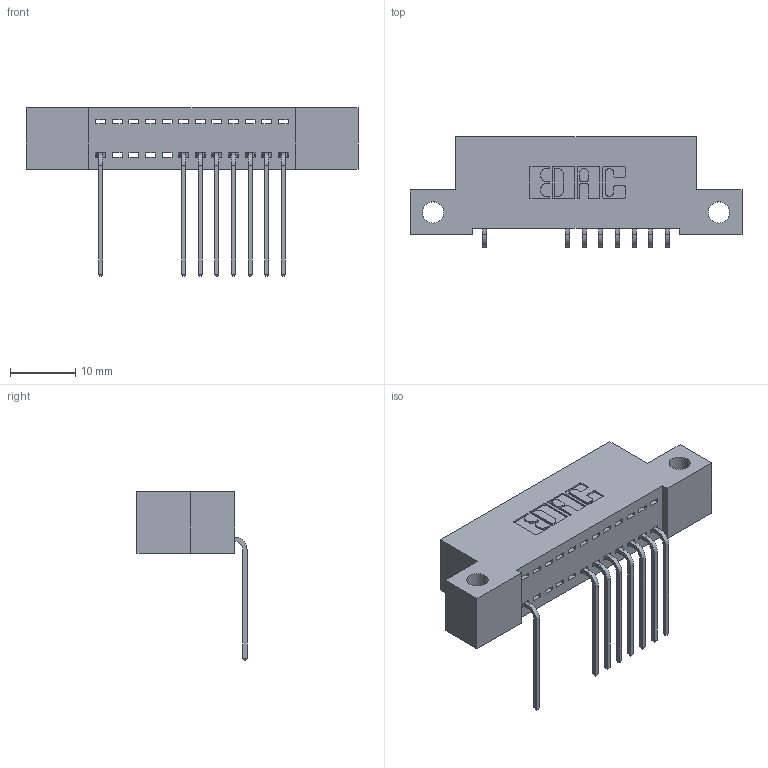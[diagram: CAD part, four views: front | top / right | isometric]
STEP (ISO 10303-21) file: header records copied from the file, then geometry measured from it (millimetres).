
FILE_DESCRIPTION (( 'STEP AP203' ), '1' );
FILE_NAME ('392-012-559-112.STEP', '2018-08-14T22:41:59', ( '' ), ( '' ), 'SwSTEP 2.0', 'SolidWorks 2016', '' );
FILE_SCHEMA (( 'CONFIG_CONTROL_DESIGN' ));
Length unit declared in the file: inch
Products named in the file (3): 342 Part_Side Mount; 345-292-001_558 559 Tail - 1; 392-012-559-112
Assembly tree (9 placements, depth 2):
  392-012-559-112
    342 Part_Side Mount
    345-292-001_558 559 Tail - 1  x8
Bounding box: 50.8 x 16.83 x 25.78 mm (x, y, z)
Volume: 4250.6 mm3; surface area: 5432.9 mm2
Topology: 9 solids, 9 shells, 638 faces, 1923 edges, 1270 vertices
Faces by surface type: plane 466, cylinder 172
Entity records: 11043 total; most frequent: CARTESIAN_POINT 1934, ORIENTED_EDGE 1886, DIRECTION 1687, EDGE_CURVE 943, VECTOR 815, LINE 815, VERTEX_POINT 626, AXIS2_PLACEMENT_3D 436
